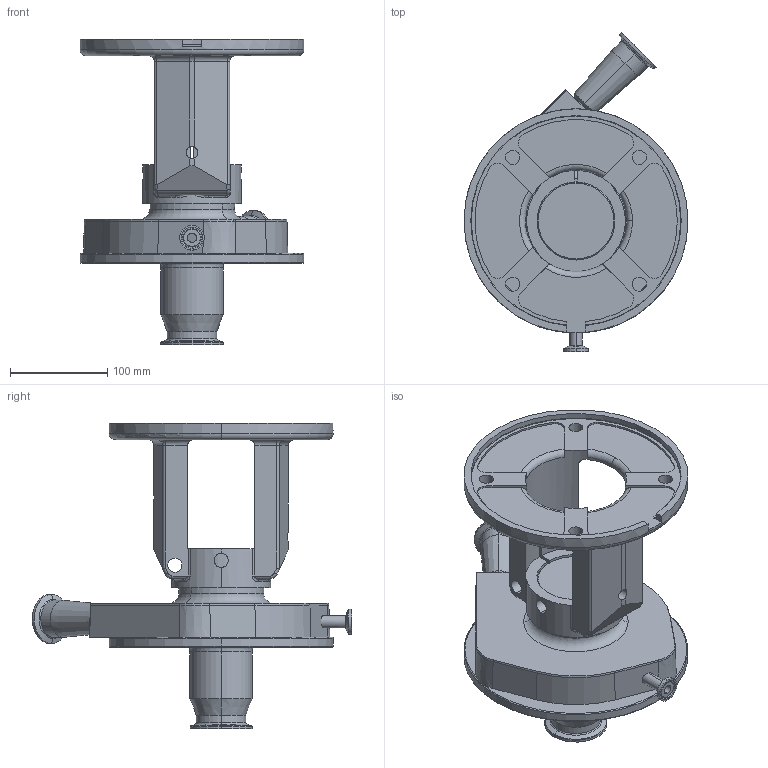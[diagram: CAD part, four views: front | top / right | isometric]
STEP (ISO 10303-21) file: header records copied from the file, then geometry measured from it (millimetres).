
FILE_DESCRIPTION (( 'STEP AP214' ), '1' );
FILE_NAME ('FPR 721-722-731 180-210TC 45L 1-2 IN STR DRAIN.STEP', '2023-01-10T17:37:43', ( '' ), ( '' ), 'SwSTEP 2.0', 'SolidWorks 2021', '' );
FILE_SCHEMA (( 'AUTOMOTIVE_DESIGN' ));
Length unit declared in the file: millimetre
Products named in the file (1): FPR 721-722-731 180-210TC 45L 1-2 IN STR DRAIN
Bounding box: 230 x 327.89 x 314 mm (x, y, z)
Volume: 2345731.9 mm3; surface area: 398051.5 mm2
Topology: 1 solids, 1 shells, 327 faces, 823 edges, 495 vertices
Faces by surface type: cylinder 119, torus 77, plane 72, cone 49, bspline 10
Entity records: 11275 total; most frequent: CARTESIAN_POINT 3313, DIRECTION 1784, ORIENTED_EDGE 1634, EDGE_CURVE 817, AXIS2_PLACEMENT_3D 739, VERTEX_POINT 495, CIRCLE 421, EDGE_LOOP 356
